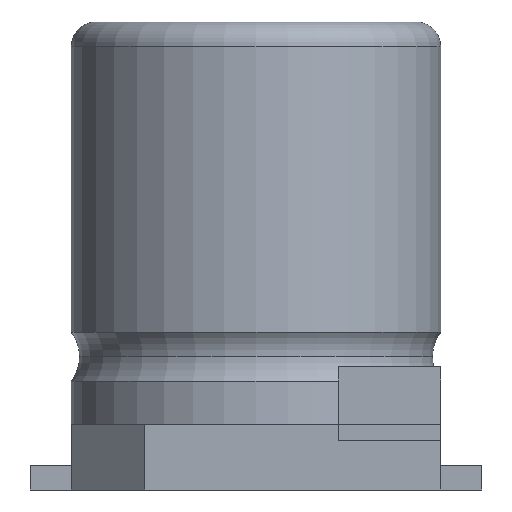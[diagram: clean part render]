
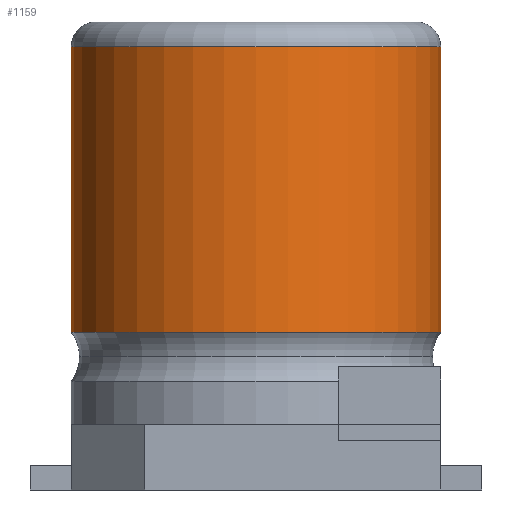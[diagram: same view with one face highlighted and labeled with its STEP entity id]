
A CAD part, front view. The second image highlights one B-rep face of the part: STEP entity #1159.
In plain terms, the highlighted cylindrical face has radius 2.25 mm (diameter 4.5 mm), a partial arc.
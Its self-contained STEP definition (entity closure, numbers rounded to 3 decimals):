
#950=CARTESIAN_POINT('',(-2.25,0.,1.924));
#951=VERTEX_POINT('',#950);
#959=CARTESIAN_POINT('',(2.25,0.,1.924));
#960=VERTEX_POINT('',#959);
#1057=CARTESIAN_POINT('',(2.25,0.,5.4));
#1058=VERTEX_POINT('',#1057);
#1059=CARTESIAN_POINT('',(2.25,0.,1.924));
#1060=DIRECTION('',(0.0,0.0,1.0));
#1061=VECTOR('',#1060,3.476);
#1062=LINE('',#1059,#1061);
#1063=EDGE_CURVE('',#960,#1058,#1062,.T.);
#1066=CARTESIAN_POINT('',(-2.25,0.,5.4));
#1067=VERTEX_POINT('',#1066);
#1068=CARTESIAN_POINT('',(-2.25,0.,5.4));
#1069=DIRECTION('',(0.0,0.0,-1.0));
#1070=VECTOR('',#1069,3.476);
#1071=LINE('',#1068,#1070);
#1072=EDGE_CURVE('',#1067,#951,#1071,.T.);
#1132=CARTESIAN_POINT('',(0.0,0.,5.4));
#1133=DIRECTION('',(0.0,0.0,1.0));
#1134=DIRECTION('',(-1.0,0.0,0.0));
#1135=AXIS2_PLACEMENT_3D('',#1132,#1133,#1134);
#1136=CIRCLE('',#1135,2.25);
#1137=EDGE_CURVE('',#1067,#1058,#1136,.T.);
#1142=CARTESIAN_POINT('',(0.0,0.,0.8));
#1143=DIRECTION('',(0.0,0.0,1.0));
#1144=DIRECTION('',(1.0,0.0,0.0));
#1145=AXIS2_PLACEMENT_3D('',#1142,#1143,#1144);
#1146=CYLINDRICAL_SURFACE('',#1145,2.25);
#1147=ORIENTED_EDGE('',*,*,#1063,.T.);
#1148=ORIENTED_EDGE('',*,*,#1137,.F.);
#1149=ORIENTED_EDGE('',*,*,#1072,.T.);
#1150=CARTESIAN_POINT('',(0.0,0.,1.924));
#1151=DIRECTION('',(0.0,0.0,1.0));
#1152=DIRECTION('',(1.0,0.0,0.0));
#1153=AXIS2_PLACEMENT_3D('',#1150,#1151,#1152);
#1154=CIRCLE('',#1153,2.25);
#1155=EDGE_CURVE('',#951,#960,#1154,.T.);
#1156=ORIENTED_EDGE('',*,*,#1155,.T.);
#1157=EDGE_LOOP('',(#1147,#1148,#1149,#1156));
#1158=FACE_OUTER_BOUND('',#1157,.T.);
#1159=ADVANCED_FACE('',(#1158),#1146,.T.);
